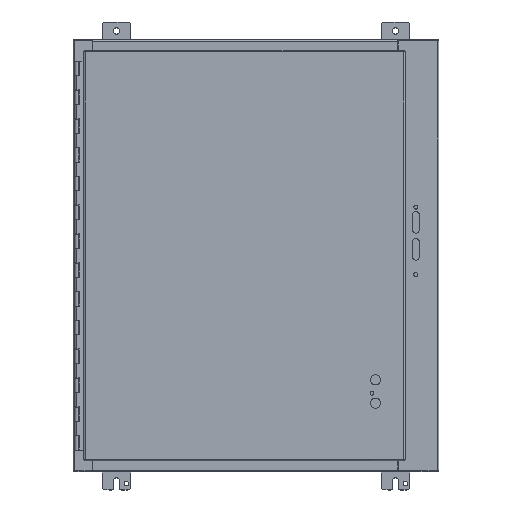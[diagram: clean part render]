
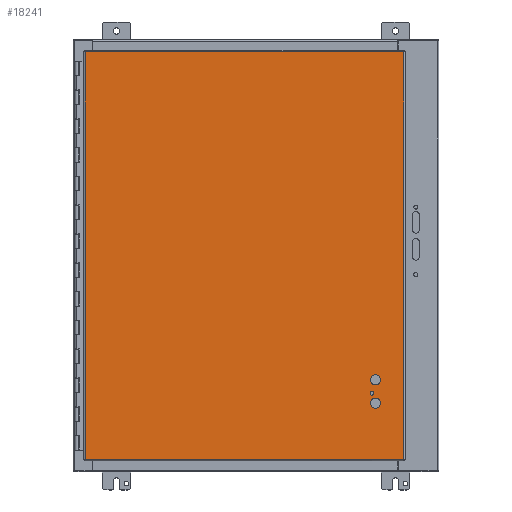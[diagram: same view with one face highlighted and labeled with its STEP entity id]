
A CAD part, top view. The second image highlights one B-rep face of the part: STEP entity #18241.
In plain terms, the highlighted planar face has unit normal (0, 0, 1).
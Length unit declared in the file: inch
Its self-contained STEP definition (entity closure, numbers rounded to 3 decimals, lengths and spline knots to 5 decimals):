
#16937=CARTESIAN_POINT('',(20.62125,4.,0.074));
#16938=VERTEX_POINT('',#16937);
#16939=CARTESIAN_POINT('',(20.26975,4.,0.074));
#16940=DIRECTION('',(0.0,0.0,-1.0));
#16941=DIRECTION('',(-1.0,0.0,0.0));
#16942=AXIS2_PLACEMENT_3D('',#16939,#16940,#16941);
#16943=CIRCLE('',#16942,0.3515);
#16944=EDGE_CURVE('',#16938,#16938,#16943,.T.);
#16965=CARTESIAN_POINT('',(20.62125,5.625,0.074));
#16966=VERTEX_POINT('',#16965);
#16967=CARTESIAN_POINT('',(20.26975,5.625,0.074));
#16968=DIRECTION('',(0.0,0.0,-1.0));
#16969=DIRECTION('',(-1.0,0.0,0.0));
#16970=AXIS2_PLACEMENT_3D('',#16967,#16968,#16969);
#16971=CIRCLE('',#16970,0.3515);
#16972=EDGE_CURVE('',#16966,#16966,#16971,.T.);
#16993=CARTESIAN_POINT('',(20.14475,4.688,0.074));
#16994=VERTEX_POINT('',#16993);
#16995=CARTESIAN_POINT('',(20.01975,4.688,0.074));
#16996=DIRECTION('',(0.0,0.0,-1.0));
#16997=DIRECTION('',(-1.0,0.0,0.0));
#16998=AXIS2_PLACEMENT_3D('',#16995,#16996,#16997);
#16999=CIRCLE('',#16998,0.125);
#17000=EDGE_CURVE('',#16994,#16994,#16999,.T.);
#17219=CARTESIAN_POINT('',(22.2385,28.39475,0.074));
#17220=VERTEX_POINT('',#17219);
#17231=CARTESIAN_POINT('',(22.2385,0.10525,0.074));
#17232=VERTEX_POINT('',#17231);
#17233=CARTESIAN_POINT('',(22.2385,0.10525,0.074));
#17234=DIRECTION('',(0.0,1.0,0.0));
#17235=VECTOR('',#17234,28.2895);
#17236=LINE('',#17233,#17235);
#17237=EDGE_CURVE('',#17232,#17220,#17236,.T.);
#17499=CARTESIAN_POINT('',(0.10525,28.39475,0.074));
#17500=VERTEX_POINT('',#17499);
#17511=CARTESIAN_POINT('',(22.2385,28.39475,0.074));
#17512=DIRECTION('',(-1.0,0.0,0.0));
#17513=VECTOR('',#17512,22.13325);
#17514=LINE('',#17511,#17513);
#17515=EDGE_CURVE('',#17220,#17500,#17514,.T.);
#17770=CARTESIAN_POINT('',(0.10525,0.10525,0.074));
#17771=VERTEX_POINT('',#17770);
#17782=CARTESIAN_POINT('',(0.10525,28.39475,0.074));
#17783=DIRECTION('',(0.0,-1.0,0.0));
#17784=VECTOR('',#17783,28.2895);
#17785=LINE('',#17782,#17784);
#17786=EDGE_CURVE('',#17500,#17771,#17785,.T.);
#17984=CARTESIAN_POINT('',(0.10525,0.10525,0.074));
#17985=DIRECTION('',(1.0,0.0,0.0));
#17986=VECTOR('',#17985,22.13325);
#17987=LINE('',#17984,#17986);
#17988=EDGE_CURVE('',#17771,#17232,#17987,.T.);
#18221=CARTESIAN_POINT('',(11.17187,14.25,0.074));
#18222=DIRECTION('',(0.0,0.0,1.0));
#18223=DIRECTION('',(1.0,0.0,0.0));
#18224=AXIS2_PLACEMENT_3D('',#18221,#18222,#18223);
#18225=PLANE('',#18224);
#18226=ORIENTED_EDGE('',*,*,#17237,.T.);
#18227=ORIENTED_EDGE('',*,*,#17515,.T.);
#18228=ORIENTED_EDGE('',*,*,#17786,.T.);
#18229=ORIENTED_EDGE('',*,*,#17988,.T.);
#18230=EDGE_LOOP('',(#18226,#18227,#18228,#18229));
#18231=FACE_OUTER_BOUND('',#18230,.T.);
#18232=ORIENTED_EDGE('',*,*,#16944,.T.);
#18233=EDGE_LOOP('',(#18232));
#18234=FACE_BOUND('',#18233,.T.);
#18235=ORIENTED_EDGE('',*,*,#16972,.T.);
#18236=EDGE_LOOP('',(#18235));
#18237=FACE_BOUND('',#18236,.T.);
#18238=ORIENTED_EDGE('',*,*,#17000,.T.);
#18239=EDGE_LOOP('',(#18238));
#18240=FACE_BOUND('',#18239,.T.);
#18241=ADVANCED_FACE('',(#18231,#18234,#18237,#18240),#18225,.T.);
